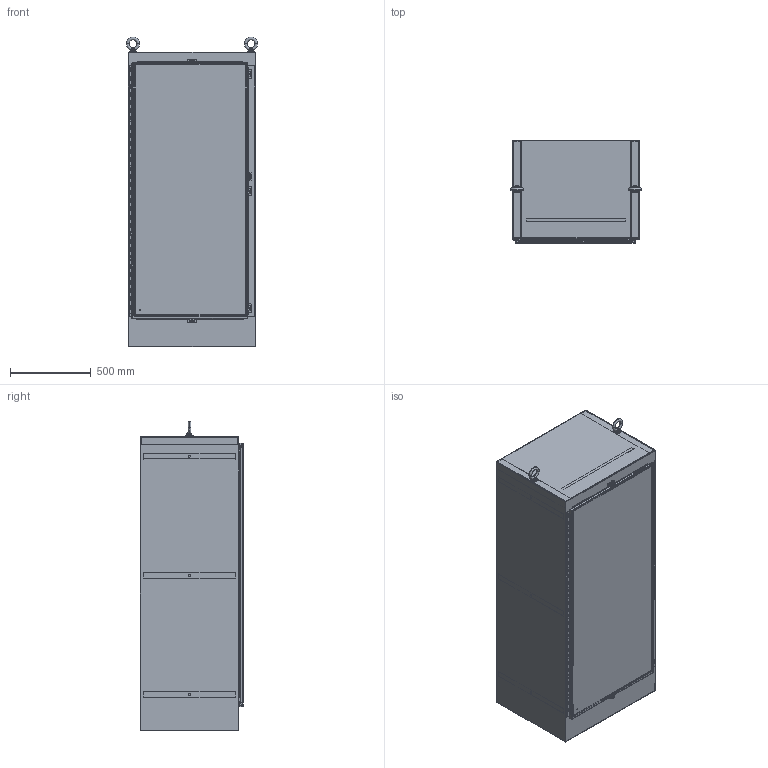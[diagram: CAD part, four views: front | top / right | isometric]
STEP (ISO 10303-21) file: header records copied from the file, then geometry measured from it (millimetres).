
FILE_DESCRIPTION (( 'STEP AP203' ), '1' );
FILE_NAME ('1418N4X24_Default.step', '2019-11-02T18:35:22', ( '' ), ( '' ), 'SwSTEP 2.0', 'SolidWorks 2019', '' );
FILE_SCHEMA (( 'CONFIG_CONTROL_DESIGN' ));
Products named in the file (1): 1418N4X24_Default
Bounding box: 815.81 x 642.87 x 1923.11 mm (x, y, z)
Volume: 17596862.1 mm3; surface area: 14678362.9 mm2
Topology: 52 solids, 53 shells, 2017 faces, 5467 edges, 3573 vertices
Faces by surface type: plane 1074, cylinder 847, bspline 60, cone 20, torus 16
Entity records: 72902 total; most frequent: CARTESIAN_POINT 20922, ORIENTED_EDGE 10910, DIRECTION 10899, EDGE_CURVE 5455, AXIS2_PLACEMENT_3D 3688, VERTEX_POINT 3573, VECTOR 3523, LINE 3523
